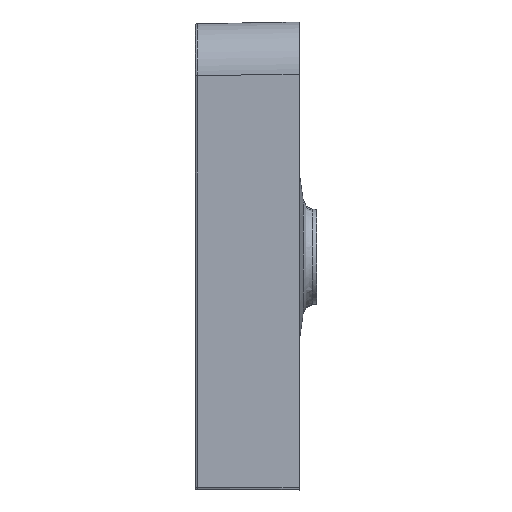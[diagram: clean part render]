
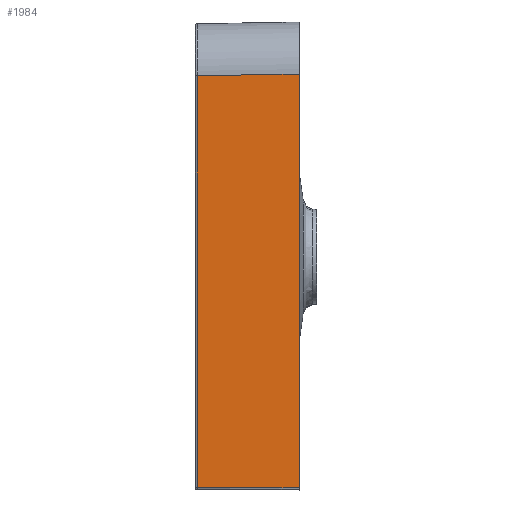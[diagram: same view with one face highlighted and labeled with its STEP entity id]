
A CAD part, left-side view. The second image highlights one B-rep face of the part: STEP entity #1984.
In plain terms, the highlighted planar face has unit normal (-1, 0.018, 0).
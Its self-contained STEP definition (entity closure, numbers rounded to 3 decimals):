
#263 = VECTOR ( 'NONE', #3526, 1000. ) ;
#658 = LINE ( 'NONE', #3228, #4541 ) ;
#683 = VECTOR ( 'NONE', #3692, 1000. ) ;
#696 = ORIENTED_EDGE ( 'NONE', *, *, #2905, .F. ) ;
#1571 = VECTOR ( 'NONE', #4447, 1000. ) ;
#1628 = CARTESIAN_POINT ( 'NONE',  ( -398.241, 0.778, -222.039 ) ) ;
#1848 = CARTESIAN_POINT ( 'NONE',  ( -398.289, -1.965, 224.04 ) ) ;
#1984 = ADVANCED_FACE ( 'NONE', ( #5566 ), #2369, .T. ) ;
#2005 = VERTEX_POINT ( 'NONE', #7622 ) ;
#2369 = PLANE ( 'NONE',  #2817 ) ;
#2415 = EDGE_CURVE ( 'NONE', #8151, #4606, #4076, .T. ) ;
#2453 = DIRECTION ( 'NONE',  ( -0.017, -1., 0. ) ) ;
#2817 = AXIS2_PLACEMENT_3D ( 'NONE', #4289, #3745, #2453 ) ;
#2905 = EDGE_CURVE ( 'NONE', #3085, #4606, #658, .T. ) ;
#3073 = CARTESIAN_POINT ( 'NONE',  ( -400.001, -100., -222.215 ) ) ;
#3085 = VERTEX_POINT ( 'NONE', #8403 ) ;
#3176 = ORIENTED_EDGE ( 'NONE', *, *, #3924, .T. ) ;
#3228 = CARTESIAN_POINT ( 'NONE',  ( -400.001, -100., 224.04 ) ) ;
#3423 = ORIENTED_EDGE ( 'NONE', *, *, #5274, .T. ) ;
#3526 = DIRECTION ( 'NONE',  ( -0.017, -1., -0.002 ) ) ;
#3692 = DIRECTION ( 'NONE',  ( 0.017, 1., -0.017 ) ) ;
#3745 = DIRECTION ( 'NONE',  ( -1., 0.017, 0. ) ) ;
#3924 = EDGE_CURVE ( 'NONE', #2005, #8151, #5093, .T. ) ;
#4076 = LINE ( 'NONE', #1628, #263 ) ;
#4289 = CARTESIAN_POINT ( 'NONE',  ( -398.255, 0., 224.04 ) ) ;
#4447 = DIRECTION ( 'NONE',  ( 0., 0., -1. ) ) ;
#4541 = VECTOR ( 'NONE', #6608, 1000. ) ;
#4606 = VERTEX_POINT ( 'NONE', #3073 ) ;
#4870 = CARTESIAN_POINT ( 'NONE',  ( -398.289, -1.965, -222.043 ) ) ;
#4872 = LINE ( 'NONE', #6799, #683 ) ;
#5093 = LINE ( 'NONE', #1848, #1571 ) ;
#5274 = EDGE_CURVE ( 'NONE', #3085, #2005, #4872, .T. ) ;
#5566 = FACE_OUTER_BOUND ( 'NONE', #5949, .T. ) ;
#5949 = EDGE_LOOP ( 'NONE', ( #696, #3423, #3176, #6567 ) ) ;
#6567 = ORIENTED_EDGE ( 'NONE', *, *, #2415, .T. ) ;
#6608 = DIRECTION ( 'NONE',  ( 0., 0., -1. ) ) ;
#6799 = CARTESIAN_POINT ( 'NONE',  ( -398.27, -0.872, 174.063 ) ) ;
#7622 = CARTESIAN_POINT ( 'NONE',  ( -398.289, -1.965, 174.082 ) ) ;
#8151 = VERTEX_POINT ( 'NONE', #4870 ) ;
#8403 = CARTESIAN_POINT ( 'NONE',  ( -400.001, -100., 175.793 ) ) ;
